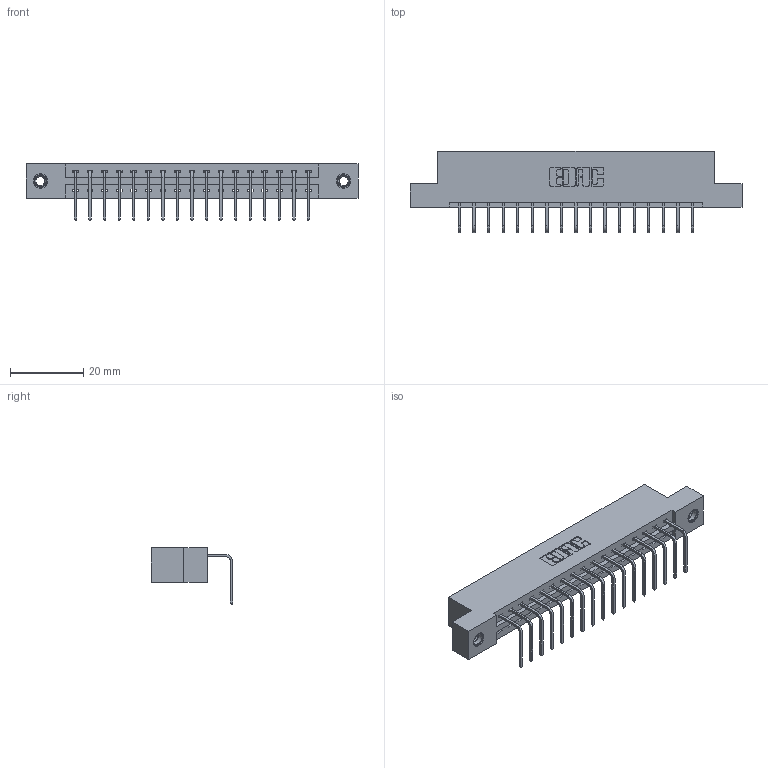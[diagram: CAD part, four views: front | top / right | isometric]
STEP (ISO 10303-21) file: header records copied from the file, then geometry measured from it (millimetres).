
FILE_DESCRIPTION (( 'STEP AP203' ), '1' );
FILE_NAME ('387-017-558-107.STEP', '2019-10-07T17:17:15', ( '' ), ( '' ), 'SwSTEP 2.0', 'SolidWorks 2016', '' );
FILE_SCHEMA (( 'CONFIG_CONTROL_DESIGN' ));
Length unit declared in the file: inch
Products named in the file (4): 345-250-001_345-250-005-103; 337 Part_Flush Mounting Lugs - 0.156 Dia-TI; 387-017-558-107; 345-292-001_558 Tail - 2
Assembly tree (20 placements, depth 2):
  387-017-558-107
    337 Part_Flush Mounting Lugs - 0.156 Dia-TI
    345-292-001_558 Tail - 2  x17
    345-250-001_345-250-005-103  x2
Bounding box: 90.37 x 22.17 x 15.37 mm (x, y, z)
Volume: 9123.1 mm3; surface area: 9677.6 mm2
Topology: 20 solids, 20 shells, 1262 faces, 3745 edges, 2466 vertices
Faces by surface type: plane 918, cylinder 328, cone 12, torus 4
Entity records: 17140 total; most frequent: CARTESIAN_POINT 2964, ORIENTED_EDGE 2910, DIRECTION 2579, EDGE_CURVE 1455, LINE 1307, VECTOR 1307, VERTEX_POINT 964, AXIS2_PLACEMENT_3D 636
